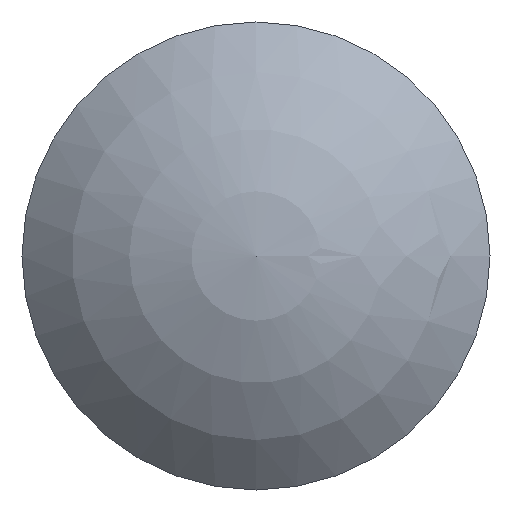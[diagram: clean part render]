
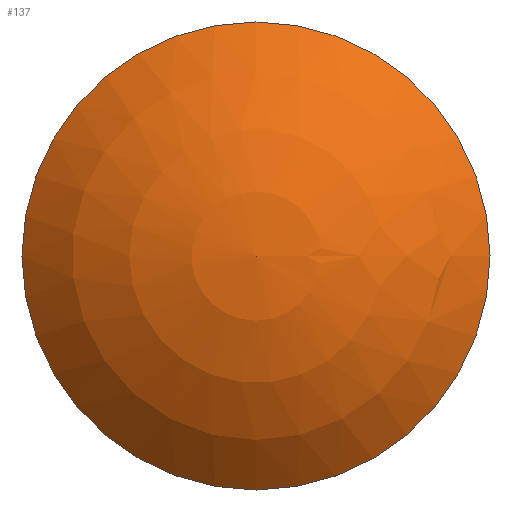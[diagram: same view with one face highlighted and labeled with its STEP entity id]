
A CAD part, front view. The second image highlights one B-rep face of the part: STEP entity #137.
In plain terms, the highlighted spherical face has radius 3.503 mm.
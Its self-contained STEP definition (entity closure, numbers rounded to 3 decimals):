
#88=CARTESIAN_POINT('',(0.,-11.0,2.5));
#89=VERTEX_POINT('',#88);
#96=CARTESIAN_POINT('',(2.5,-11.0,0.));
#97=VERTEX_POINT('',#96);
#98=CARTESIAN_POINT('',(0.0,-11.0,0.0));
#99=DIRECTION('',(0.0,1.0,0.0));
#100=DIRECTION('',(0.0,-0.0,1.0));
#101=AXIS2_PLACEMENT_3D('',#98,#99,#100);
#102=CIRCLE('',#101,2.5);
#103=EDGE_CURVE('',#89,#97,#102,.T.);
#105=CARTESIAN_POINT('',(0.0,-11.0,0.0));
#106=DIRECTION('',(0.0,1.0,0.0));
#107=DIRECTION('',(0.0,-0.0,1.0));
#108=AXIS2_PLACEMENT_3D('',#105,#106,#107);
#109=CIRCLE('',#108,2.5);
#110=EDGE_CURVE('',#97,#89,#109,.T.);
#118=CARTESIAN_POINT('',(0.,-8.546,0.0));
#119=DIRECTION('',(-0.0,1.0,0.0));
#120=DIRECTION('',(1.0,0.0,0.0));
#121=AXIS2_PLACEMENT_3D('',#118,#119,#120);
#122=SPHERICAL_SURFACE('',#121,3.503);
#123=CARTESIAN_POINT('',(0.,-12.049,0.));
#124=VERTEX_POINT('',#123);
#125=CARTESIAN_POINT('',(0.,-8.546,0.0));
#126=DIRECTION('',(-0.0,-0.0,-1.0));
#127=DIRECTION('',(1.0,0.0,-0.0));
#128=AXIS2_PLACEMENT_3D('',#125,#126,#127);
#129=CIRCLE('',#128,3.503);
#130=EDGE_CURVE('',#97,#124,#129,.T.);
#131=ORIENTED_EDGE('',*,*,#130,.T.);
#132=ORIENTED_EDGE('',*,*,#130,.F.);
#133=ORIENTED_EDGE('',*,*,#103,.F.);
#134=ORIENTED_EDGE('',*,*,#110,.F.);
#135=EDGE_LOOP('',(#131,#132,#133,#134));
#136=FACE_BOUND('',#135,.T.);
#137=ADVANCED_FACE('',(#136),#122,.T.);
